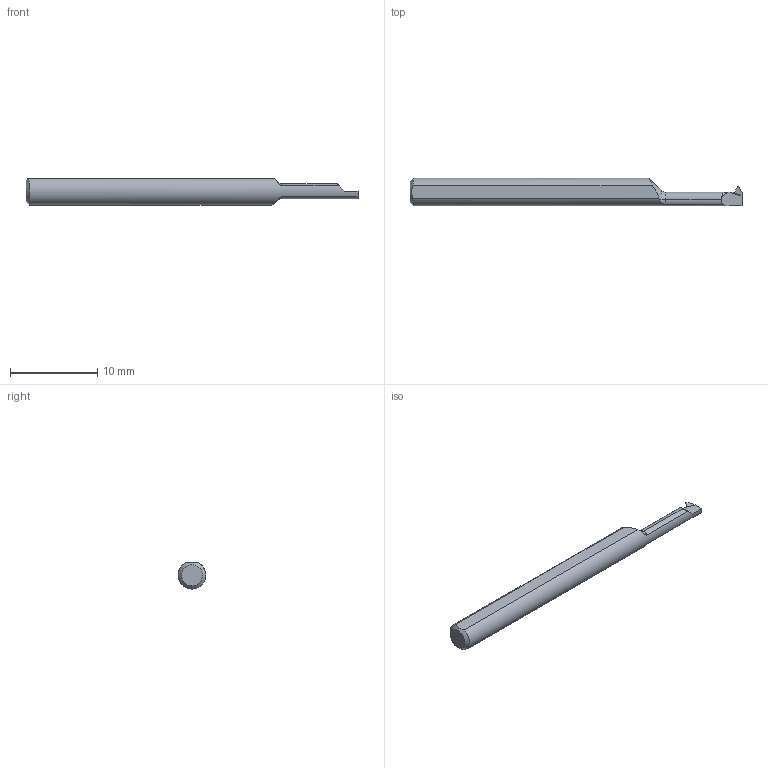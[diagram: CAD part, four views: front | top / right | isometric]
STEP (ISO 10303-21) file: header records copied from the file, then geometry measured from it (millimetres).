
FILE_DESCRIPTION (( 'STEP AP203' ), '1' );
FILE_NAME ('230625-TTQ090300.STEP', '2025-04-18T19:14:39', ( '' ), ( '' ), 'SwSTEP 2.0', 'SolidWorks 2024', '' );
FILE_SCHEMA (( 'CONFIG_CONTROL_DESIGN' ));
Length unit declared in the file: inch
Products named in the file (1): 230625-TTQ090300
Bounding box: 38.1 x 3.17 x 2.99 mm (x, y, z)
Volume: 237 mm3; surface area: 340.3 mm2
Topology: 1 solids, 1 shells, 30 faces, 79 edges, 51 vertices
Faces by surface type: plane 14, cone 7, cylinder 6, torus 3
Entity records: 1060 total; most frequent: CARTESIAN_POINT 284, ORIENTED_EDGE 158, DIRECTION 134, EDGE_CURVE 79, VERTEX_POINT 51, AXIS2_PLACEMENT_3D 49, VECTOR 36, LINE 36
